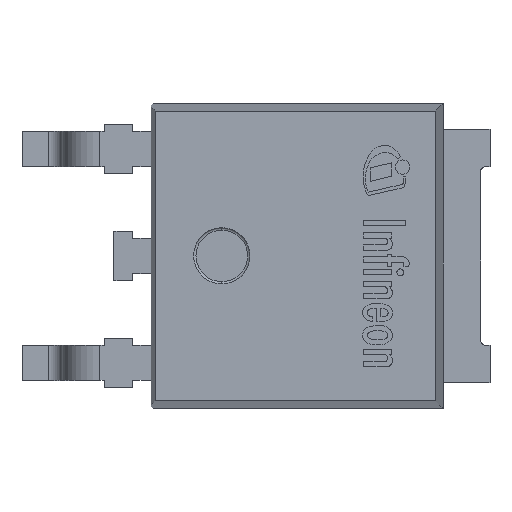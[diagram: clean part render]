
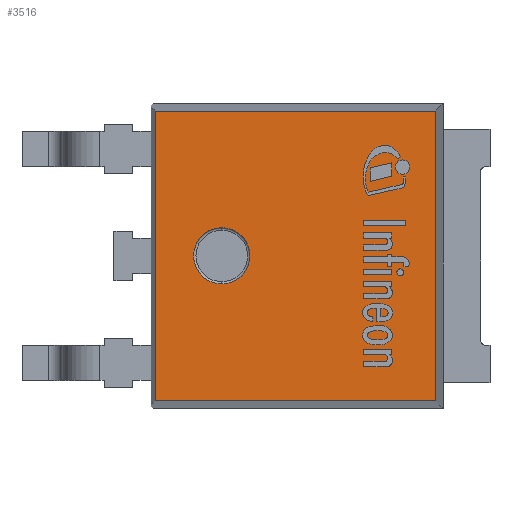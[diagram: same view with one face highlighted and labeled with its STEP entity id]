
A CAD part, top view. The second image highlights one B-rep face of the part: STEP entity #3516.
In plain terms, the highlighted planar face has unit normal (0, 0, 1).
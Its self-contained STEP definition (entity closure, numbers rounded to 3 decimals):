
#105=FACE_BOUND('',#1385,.T.);
#116=PLANE('',#3746);
#297=LINE('',#4909,#733);
#298=LINE('',#4911,#734);
#299=LINE('',#4913,#735);
#300=LINE('',#4914,#736);
#733=VECTOR('',#4006,1000.);
#734=VECTOR('',#4007,1000.);
#735=VECTOR('',#4008,1000.);
#736=VECTOR('',#4009,1000.);
#1177=FACE_OUTER_BOUND('',#1384,.T.);
#1384=EDGE_LOOP('',(#2508,#2509,#2510,#2511));
#1385=EDGE_LOOP('',(#2512,#2513));
#1596=CIRCLE('',#3741,0.6);
#1597=CIRCLE('',#3747,0.6);
#1636=VERTEX_POINT('',#4871);
#1637=VERTEX_POINT('',#4873);
#1650=VERTEX_POINT('',#4907);
#1651=VERTEX_POINT('',#4908);
#1652=VERTEX_POINT('',#4910);
#1653=VERTEX_POINT('',#4912);
#1977=EDGE_CURVE('',#1636,#1637,#1596,.T.);
#1993=EDGE_CURVE('',#1650,#1651,#297,.T.);
#1994=EDGE_CURVE('',#1651,#1652,#298,.T.);
#1995=EDGE_CURVE('',#1653,#1652,#299,.T.);
#1996=EDGE_CURVE('',#1650,#1653,#300,.T.);
#1997=EDGE_CURVE('',#1637,#1636,#1597,.T.);
#2508=ORIENTED_EDGE('',*,*,#1993,.T.);
#2509=ORIENTED_EDGE('',*,*,#1994,.T.);
#2510=ORIENTED_EDGE('',*,*,#1995,.F.);
#2511=ORIENTED_EDGE('',*,*,#1996,.F.);
#2512=ORIENTED_EDGE('',*,*,#1997,.F.);
#2513=ORIENTED_EDGE('',*,*,#1977,.F.);
#3516=ADVANCED_FACE('',(#1177,#105),#116,.T.);
#3741=AXIS2_PLACEMENT_3D('',#4874,#3979,#3980);
#3746=AXIS2_PLACEMENT_3D('',#4906,#4004,#4005);
#3747=AXIS2_PLACEMENT_3D('',#4915,#4010,#4011);
#3979=DIRECTION('center_axis',(0.,0.,1.));
#3980=DIRECTION('ref_axis',(0.,-1.,0.));
#4004=DIRECTION('center_axis',(0.,0.,1.));
#4005=DIRECTION('ref_axis',(0.,-1.,0.));
#4006=DIRECTION('',(1.,0.,0.));
#4007=DIRECTION('',(0.,1.,0.));
#4008=DIRECTION('',(1.,0.,0.));
#4009=DIRECTION('',(0.,1.,0.));
#4010=DIRECTION('center_axis',(0.,0.,1.));
#4011=DIRECTION('ref_axis',(0.,-1.,0.));
#4871=CARTESIAN_POINT('',(-0.73,0.6,2.5));
#4873=CARTESIAN_POINT('',(-0.73,-0.6,2.5));
#4874=CARTESIAN_POINT('Origin',(-0.73,0.,
2.5));
#4906=CARTESIAN_POINT('Origin',(0.88,0.,
2.5));
#4907=CARTESIAN_POINT('',(-2.147,-3.088,2.5));
#4908=CARTESIAN_POINT('',(3.828,-3.088,2.5));
#4909=CARTESIAN_POINT('',(-2.23,-3.088,2.5));
#4910=CARTESIAN_POINT('',(3.828,3.088,2.5));
#4911=CARTESIAN_POINT('',(3.828,-3.25,2.5));
#4912=CARTESIAN_POINT('',(-2.147,3.088,2.5));
#4913=CARTESIAN_POINT('',(-2.23,3.088,2.5));
#4914=CARTESIAN_POINT('',(-2.147,-3.25,2.5));
#4915=CARTESIAN_POINT('Origin',(-0.73,0.,
2.5));
